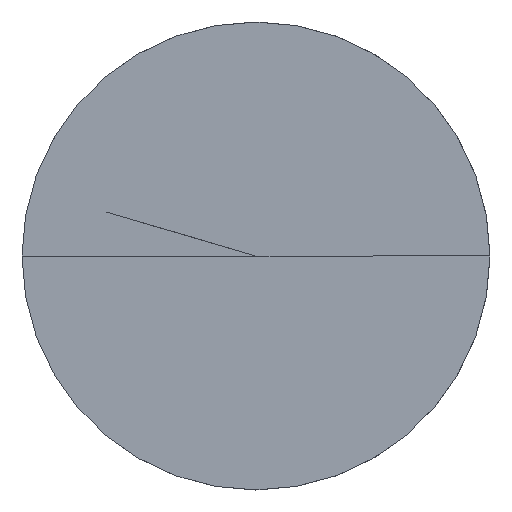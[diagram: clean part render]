
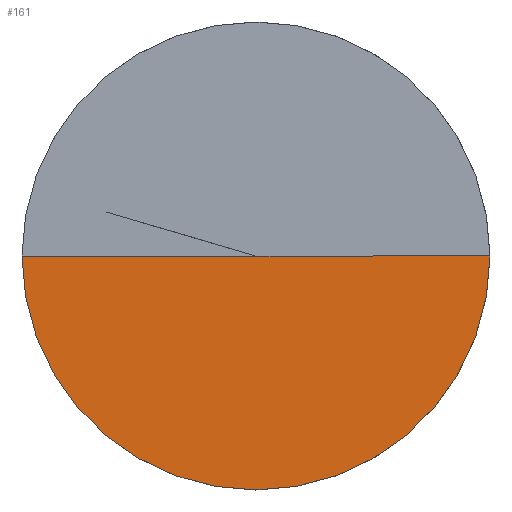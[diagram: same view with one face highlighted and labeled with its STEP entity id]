
A CAD part, left-side view. The second image highlights one B-rep face of the part: STEP entity #161.
In plain terms, the highlighted conical face has half-angle 89.889 degrees and reference radius 25 mm.
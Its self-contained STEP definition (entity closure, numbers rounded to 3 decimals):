
#10 = FACE_OUTER_BOUND ( 'NONE', #97, .T. ) ;
#22 = CARTESIAN_POINT ( 'NONE',  ( 453.549, -36.159, 0. ) ) ;
#41 = VECTOR ( 'NONE', #108, 1000. ) ;
#43 = CARTESIAN_POINT ( 'NONE',  ( 453.598, -11.159, 0. ) ) ;
#46 = DIRECTION ( 'NONE',  ( -0.004, -1., 0. ) ) ;
#49 = DIRECTION ( 'NONE',  ( -1., 0.002, 0. ) ) ;
#57 = VECTOR ( 'NONE', #46, 1000. ) ;
#61 = VERTEX_POINT ( 'NONE', #135 ) ;
#62 = DIRECTION ( 'NONE',  ( -0.002, -1., 0. ) ) ;
#64 = VERTEX_POINT ( 'NONE', #43 ) ;
#70 = EDGE_CURVE ( 'NONE', #154, #64, #85, .T. ) ;
#76 = CARTESIAN_POINT ( 'NONE',  ( 453.549, -36.159, 0. ) ) ;
#77 = CONICAL_SURFACE ( 'NONE', #79, 25., 1.569 ) ;
#79 = AXIS2_PLACEMENT_3D ( 'NONE', #76, #138, #62 ) ;
#82 = EDGE_CURVE ( 'NONE', #64, #61, #123, .T. ) ;
#85 = LINE ( 'NONE', #179, #41 ) ;
#93 = CARTESIAN_POINT ( 'NONE',  ( 453.598, -36.159, 0. ) ) ;
#97 = EDGE_LOOP ( 'NONE', ( #172, #144, #170 ) ) ;
#108 = DIRECTION ( 'NONE',  ( 0., 1., 0. ) ) ;
#122 = AXIS2_PLACEMENT_3D ( 'NONE', #22, #49, #141 ) ;
#123 = CIRCLE ( 'NONE', #122, 25. ) ;
#135 = CARTESIAN_POINT ( 'NONE',  ( 453.501, -61.159, 0. ) ) ;
#138 = DIRECTION ( 'NONE',  ( -1., 0.002, 0. ) ) ;
#141 = DIRECTION ( 'NONE',  ( -0.002, -1., 0. ) ) ;
#144 = ORIENTED_EDGE ( 'NONE', *, *, #70, .T. ) ;
#149 = LINE ( 'NONE', #168, #57 ) ;
#153 = EDGE_CURVE ( 'NONE', #154, #61, #149, .T. ) ;
#154 = VERTEX_POINT ( 'NONE', #93 ) ;
#161 = ADVANCED_FACE ( 'NONE', ( #10 ), #77, .F. ) ;
#168 = CARTESIAN_POINT ( 'NONE',  ( 453.501, -61.159, 0. ) ) ;
#170 = ORIENTED_EDGE ( 'NONE', *, *, #82, .T. ) ;
#172 = ORIENTED_EDGE ( 'NONE', *, *, #153, .F. ) ;
#179 = CARTESIAN_POINT ( 'NONE',  ( 453.598, -11.159, 0. ) ) ;
